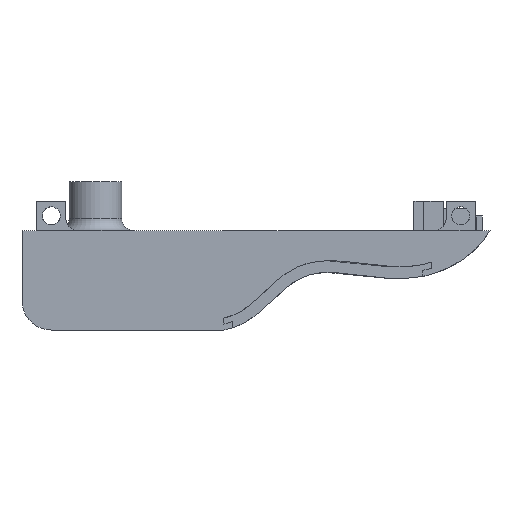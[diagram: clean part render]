
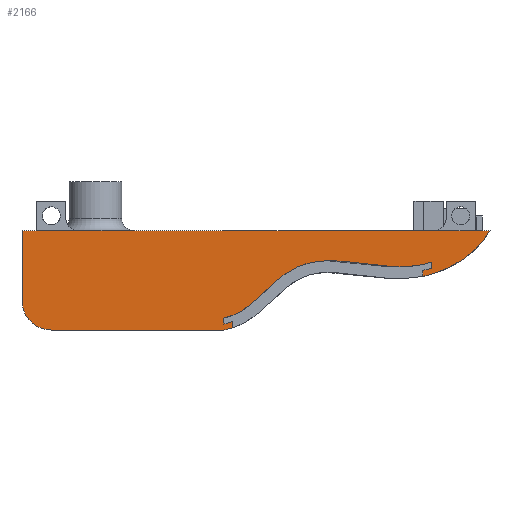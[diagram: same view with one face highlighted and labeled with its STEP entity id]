
A CAD part, left-side view. The second image highlights one B-rep face of the part: STEP entity #2166.
In plain terms, the highlighted planar face has unit normal (-1, 0, 0).
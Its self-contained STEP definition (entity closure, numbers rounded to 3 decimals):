
#19=(
BOUNDED_CURVE()
B_SPLINE_CURVE(5,(#3351,#3352,#3353,#3354,#3355,#3356,#3357),
 .UNSPECIFIED.,.F.,.F.)
B_SPLINE_CURVE_WITH_KNOTS((6,1,6),(0.671,0.7,0.701),
 .UNSPECIFIED.)
CURVE()
GEOMETRIC_REPRESENTATION_ITEM()
RATIONAL_B_SPLINE_CURVE((1.,1.,1.,1.,1.,1.,1.))
REPRESENTATION_ITEM('')
);
#20=(
BOUNDED_CURVE()
B_SPLINE_CURVE(5,(#3358,#3359,#3360,#3361,#3362,#3363,#3364,#3365,#3366,
#3367,#3368),.UNSPECIFIED.,.F.,.F.)
B_SPLINE_CURVE_WITH_KNOTS((6,1,1,1,1,1,6),(0.701,0.75,0.8,0.85,
0.9,0.95,1.),.UNSPECIFIED.)
CURVE()
GEOMETRIC_REPRESENTATION_ITEM()
RATIONAL_B_SPLINE_CURVE((1.,1.,1.,1.,1.,1.,1.,1.,1.,1.,1.))
REPRESENTATION_ITEM('')
);
#21=(
BOUNDED_CURVE()
B_SPLINE_CURVE(5,(#3376,#3377,#3378,#3379,#3380,#3381),.UNSPECIFIED.,.F.,
 .F.)
B_SPLINE_CURVE_WITH_KNOTS((6,6),(0.,0.025),.UNSPECIFIED.)
CURVE()
GEOMETRIC_REPRESENTATION_ITEM()
RATIONAL_B_SPLINE_CURVE((1.,1.,1.,1.,1.,1.))
REPRESENTATION_ITEM('')
);
#54=PLANE('',#2329);
#147=FACE_OUTER_BOUND('',#273,.T.);
#273=EDGE_LOOP('',(#1617,#1618,#1619,#1620,#1621,#1622,#1623,#1624,#1625,
#1626,#1627,#1628,#1629,#1630));
#407=CIRCLE('',#2330,5.);
#453=LINE('',#3090,#692);
#513=LINE('',#3342,#752);
#514=LINE('',#3349,#753);
#515=LINE('',#3370,#754);
#516=LINE('',#3374,#755);
#517=LINE('',#3383,#756);
#518=LINE('',#3389,#757);
#692=VECTOR('',#2481,10.);
#752=VECTOR('',#2629,10.);
#753=VECTOR('',#2630,10.);
#754=VECTOR('',#2631,10.);
#755=VECTOR('',#2634,10.);
#756=VECTOR('',#2635,10.);
#757=VECTOR('',#2636,10.);
#924=B_SPLINE_CURVE_WITH_KNOTS('',3,(#3319,#3320,#3321,#3322,#3323,#3324,
#3325,#3326,#3327,#3328,#3329,#3330,#3331,#3332,#3333,#3334,#3335,#3336,
#3337,#3338,#3339,#3340),.UNSPECIFIED.,.F.,.F.,(4,3,3,3,3,3,3,4),(0.007,
0.113,0.227,0.315,0.427,
0.556,0.707,0.714),.UNSPECIFIED.);
#925=B_SPLINE_CURVE_WITH_KNOTS('',3,(#3344,#3345,#3346,#3347),
 .UNSPECIFIED.,.F.,.F.,(4,4),(0.675,0.707),
 .UNSPECIFIED.);
#926=B_SPLINE_CURVE_WITH_KNOTS('',3,(#3385,#3386,#3387,#3388),
 .UNSPECIFIED.,.F.,.F.,(4,4),(0.003,0.031),
 .UNSPECIFIED.);
#947=VERTEX_POINT('',#3081);
#951=VERTEX_POINT('',#3088);
#1023=VERTEX_POINT('',#3317);
#1024=VERTEX_POINT('',#3318);
#1025=VERTEX_POINT('',#3341);
#1026=VERTEX_POINT('',#3343);
#1027=VERTEX_POINT('',#3348);
#1028=VERTEX_POINT('',#3350);
#1029=VERTEX_POINT('',#3369);
#1030=VERTEX_POINT('',#3371);
#1031=VERTEX_POINT('',#3373);
#1032=VERTEX_POINT('',#3375);
#1033=VERTEX_POINT('',#3382);
#1034=VERTEX_POINT('',#3384);
#1167=EDGE_CURVE('',#947,#951,#453,.T.);
#1258=EDGE_CURVE('',#1023,#1024,#924,.T.);
#1259=EDGE_CURVE('',#1024,#1025,#513,.T.);
#1260=EDGE_CURVE('',#1026,#1025,#925,.T.);
#1261=EDGE_CURVE('',#1027,#1026,#514,.T.);
#1262=EDGE_CURVE('',#1027,#1028,#19,.T.);
#1263=EDGE_CURVE('',#1028,#947,#20,.T.);
#1264=EDGE_CURVE('',#951,#1029,#515,.T.);
#1265=EDGE_CURVE('',#1030,#1029,#407,.T.);
#1266=EDGE_CURVE('',#1031,#1030,#516,.T.);
#1267=EDGE_CURVE('',#1031,#1032,#21,.T.);
#1268=EDGE_CURVE('',#1033,#1032,#517,.T.);
#1269=EDGE_CURVE('',#1034,#1033,#926,.T.);
#1270=EDGE_CURVE('',#1023,#1034,#518,.T.);
#1617=ORIENTED_EDGE('',*,*,#1258,.T.);
#1618=ORIENTED_EDGE('',*,*,#1259,.T.);
#1619=ORIENTED_EDGE('',*,*,#1260,.F.);
#1620=ORIENTED_EDGE('',*,*,#1261,.F.);
#1621=ORIENTED_EDGE('',*,*,#1262,.T.);
#1622=ORIENTED_EDGE('',*,*,#1263,.T.);
#1623=ORIENTED_EDGE('',*,*,#1167,.T.);
#1624=ORIENTED_EDGE('',*,*,#1264,.T.);
#1625=ORIENTED_EDGE('',*,*,#1265,.F.);
#1626=ORIENTED_EDGE('',*,*,#1266,.F.);
#1627=ORIENTED_EDGE('',*,*,#1267,.T.);
#1628=ORIENTED_EDGE('',*,*,#1268,.F.);
#1629=ORIENTED_EDGE('',*,*,#1269,.F.);
#1630=ORIENTED_EDGE('',*,*,#1270,.F.);
#2166=ADVANCED_FACE('',(#147),#54,.T.);
#2329=AXIS2_PLACEMENT_3D('',#3316,#2627,#2628);
#2330=AXIS2_PLACEMENT_3D('',#3372,#2632,#2633);
#2481=DIRECTION('',(0.,1.,0.));
#2627=DIRECTION('center_axis',(-1.,0.,0.));
#2628=DIRECTION('ref_axis',(0.,1.,0.));
#2629=DIRECTION('',(0.,0.,-1.));
#2630=DIRECTION('',(0.,0.,1.));
#2631=DIRECTION('',(0.,0.,-1.));
#2632=DIRECTION('center_axis',(1.,0.,0.));
#2633=DIRECTION('ref_axis',(0.,0.707,-0.707));
#2634=DIRECTION('',(0.,1.,0.));
#2635=DIRECTION('',(0.,0.,-1.));
#2636=DIRECTION('',(0.,0.,-1.));
#3081=CARTESIAN_POINT('',(-35.5,-40.,-15.));
#3088=CARTESIAN_POINT('',(-35.5,40.,-15.));
#3090=CARTESIAN_POINT('',(-35.5,-40.,-15.));
#3316=CARTESIAN_POINT('Origin',(-35.5,5.5,-15.));
#3317=CARTESIAN_POINT('',(-35.5,5.5,-29.961));
#3318=CARTESIAN_POINT('',(-35.5,-30.,-20.389));
#3319=CARTESIAN_POINT('Ctrl Pts',(-35.5,5.5,-29.961));
#3320=CARTESIAN_POINT('Ctrl Pts',(-35.5,3.709,-29.57));
#3321=CARTESIAN_POINT('Ctrl Pts',(-35.5,2.284,-28.743));
#3322=CARTESIAN_POINT('Ctrl Pts',(-35.5,0.865,-27.573));
#3323=CARTESIAN_POINT('Ctrl Pts',(-35.5,-0.657,
-26.317));
#3324=CARTESIAN_POINT('Ctrl Pts',(-35.5,-2.117,-24.683));
#3325=CARTESIAN_POINT('Ctrl Pts',(-35.5,-3.836,-23.275));
#3326=CARTESIAN_POINT('Ctrl Pts',(-35.5,-5.17,-22.182));
#3327=CARTESIAN_POINT('Ctrl Pts',(-35.5,-6.701,-21.252));
#3328=CARTESIAN_POINT('Ctrl Pts',(-35.5,-8.382,-20.729));
#3329=CARTESIAN_POINT('Ctrl Pts',(-35.5,-10.52,-20.063));
#3330=CARTESIAN_POINT('Ctrl Pts',(-35.5,-12.811,-20.051));
#3331=CARTESIAN_POINT('Ctrl Pts',(-35.5,-15.046,-20.263));
#3332=CARTESIAN_POINT('Ctrl Pts',(-35.5,-17.596,-20.505));
#3333=CARTESIAN_POINT('Ctrl Pts',(-35.5,-20.109,-20.977));
#3334=CARTESIAN_POINT('Ctrl Pts',(-35.5,-22.415,-21.144));
#3335=CARTESIAN_POINT('Ctrl Pts',(-35.5,-25.142,-21.342));
#3336=CARTESIAN_POINT('Ctrl Pts',(-35.5,-27.578,-21.12));
#3337=CARTESIAN_POINT('Ctrl Pts',(-35.5,-29.693,-20.484));
#3338=CARTESIAN_POINT('Ctrl Pts',(-35.5,-29.796,-20.453));
#3339=CARTESIAN_POINT('Ctrl Pts',(-35.5,-29.898,-20.421));
#3340=CARTESIAN_POINT('Ctrl Pts',(-35.5,-30.,-20.389));
#3341=CARTESIAN_POINT('',(-35.5,-30.,-21.436));
#3342=CARTESIAN_POINT('',(-35.5,-30.,-15.));
#3343=CARTESIAN_POINT('',(-35.5,-28.5,-21.817));
#3344=CARTESIAN_POINT('Ctrl Pts',(-35.5,-28.5,-21.817));
#3345=CARTESIAN_POINT('Ctrl Pts',(-35.5,-29.015,-21.71));
#3346=CARTESIAN_POINT('Ctrl Pts',(-35.5,-29.515,-21.583));
#3347=CARTESIAN_POINT('Ctrl Pts',(-35.5,-30.,-21.436));
#3348=CARTESIAN_POINT('',(-35.5,-28.5,-22.837));
#3349=CARTESIAN_POINT('',(-35.5,-28.5,-22.837));
#3350=CARTESIAN_POINT('',(-35.5,-30.,-22.478));
#3351=CARTESIAN_POINT('Ctrl Pts',(-35.5,-28.5,-22.837));
#3352=CARTESIAN_POINT('Ctrl Pts',(-35.5,-28.794,-22.78));
#3353=CARTESIAN_POINT('Ctrl Pts',(-35.5,-29.099,-22.714));
#3354=CARTESIAN_POINT('Ctrl Pts',(-35.5,-29.399,-22.642));
#3355=CARTESIAN_POINT('Ctrl Pts',(-35.5,-29.695,-22.564));
#3356=CARTESIAN_POINT('Ctrl Pts',(-35.5,-29.987,-22.482));
#3357=CARTESIAN_POINT('Ctrl Pts',(-35.5,-30.,-22.478));
#3358=CARTESIAN_POINT('Ctrl Pts',(-35.5,-30.,-22.478));
#3359=CARTESIAN_POINT('Ctrl Pts',(-35.5,-30.463,-22.347));
#3360=CARTESIAN_POINT('Ctrl Pts',(-35.5,-31.38,-22.053));
#3361=CARTESIAN_POINT('Ctrl Pts',(-35.5,-32.696,-21.531));
#3362=CARTESIAN_POINT('Ctrl Pts',(-35.5,-34.316,-20.698));
#3363=CARTESIAN_POINT('Ctrl Pts',(-35.5,-36.106,-19.483));
#3364=CARTESIAN_POINT('Ctrl Pts',(-35.5,-37.663,-18.119));
#3365=CARTESIAN_POINT('Ctrl Pts',(-35.5,-38.717,-16.93));
#3366=CARTESIAN_POINT('Ctrl Pts',(-35.5,-39.4,-15.985));
#3367=CARTESIAN_POINT('Ctrl Pts',(-35.5,-39.808,-15.332));
#3368=CARTESIAN_POINT('Ctrl Pts',(-35.5,-40.,-15.));
#3369=CARTESIAN_POINT('',(-35.5,40.,-27.));
#3370=CARTESIAN_POINT('',(-35.5,40.,-15.));
#3371=CARTESIAN_POINT('',(-35.5,35.,-32.));
#3372=CARTESIAN_POINT('Origin',(-35.5,35.,-27.));
#3373=CARTESIAN_POINT('',(-35.5,5.5,-32.));
#3374=CARTESIAN_POINT('',(-35.5,-40.,-32.));
#3375=CARTESIAN_POINT('',(-35.5,4.,-31.627));
#3376=CARTESIAN_POINT('Ctrl Pts',(-35.5,5.5,-32.));
#3377=CARTESIAN_POINT('Ctrl Pts',(-35.5,5.188,-31.943));
#3378=CARTESIAN_POINT('Ctrl Pts',(-35.5,4.882,-31.878));
#3379=CARTESIAN_POINT('Ctrl Pts',(-35.5,4.583,-31.803));
#3380=CARTESIAN_POINT('Ctrl Pts',(-35.5,4.288,-31.719));
#3381=CARTESIAN_POINT('Ctrl Pts',(-35.5,4.,-31.627));
#3382=CARTESIAN_POINT('',(-35.5,4.,-30.572));
#3383=CARTESIAN_POINT('',(-35.5,4.,-29.503));
#3384=CARTESIAN_POINT('',(-35.5,5.5,-30.982));
#3385=CARTESIAN_POINT('Ctrl Pts',(-35.5,5.5,-30.982));
#3386=CARTESIAN_POINT('Ctrl Pts',(-35.5,4.976,-30.878));
#3387=CARTESIAN_POINT('Ctrl Pts',(-35.5,4.477,-30.741));
#3388=CARTESIAN_POINT('Ctrl Pts',(-35.5,4.,-30.572));
#3389=CARTESIAN_POINT('',(-35.5,5.5,-15.));
